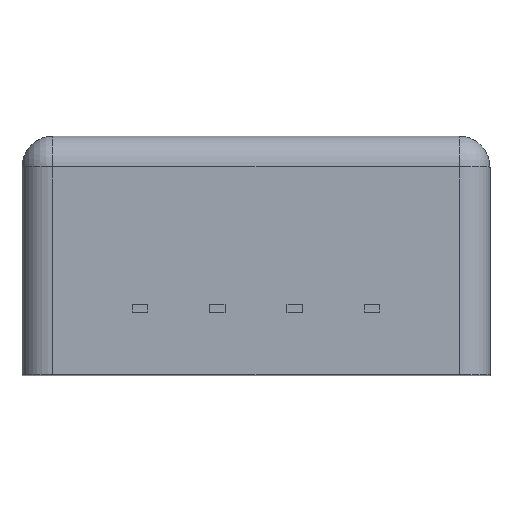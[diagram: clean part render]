
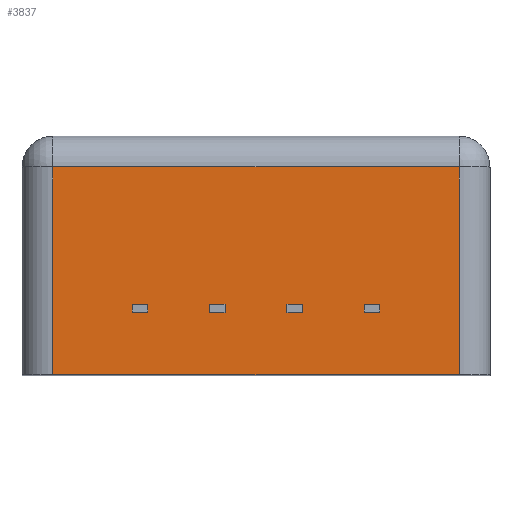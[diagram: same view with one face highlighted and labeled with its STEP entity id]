
A CAD part, top view. The second image highlights one B-rep face of the part: STEP entity #3837.
In plain terms, the highlighted planar face has unit normal (0, 0, 1).
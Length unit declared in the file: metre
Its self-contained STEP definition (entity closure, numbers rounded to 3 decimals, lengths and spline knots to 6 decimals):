
#382=ORIENTED_EDGE('',*,*,#1470,.T.);
#383=ORIENTED_EDGE('',*,*,#1471,.T.);
#384=ORIENTED_EDGE('',*,*,#1472,.T.);
#385=ORIENTED_EDGE('',*,*,#1473,.T.);
#1470=EDGE_CURVE('',#2004,#2005,#2389,.T.);
#1471=EDGE_CURVE('',#2005,#2006,#2390,.F.);
#1472=EDGE_CURVE('',#2006,#2007,#2391,.F.);
#1473=EDGE_CURVE('',#2007,#2004,#2392,.T.);
#2004=VERTEX_POINT('',#5734);
#2005=VERTEX_POINT('',#5735);
#2006=VERTEX_POINT('',#5737);
#2007=VERTEX_POINT('',#5739);
#2389=LINE('',#5733,#2909);
#2390=LINE('',#5736,#2910);
#2391=LINE('',#5738,#2911);
#2392=LINE('',#5740,#2912);
#2909=VECTOR('',#4609,1.);
#2910=VECTOR('',#4610,1.);
#2911=VECTOR('',#4611,1.);
#2912=VECTOR('',#4612,1.);
#3272=EDGE_LOOP('',(#382,#383,#384,#385));
#3486=FACE_BOUND('',#3272,.T.);
#3672=PLANE('',#4105);
#3837=ADVANCED_FACE('',(#3486),#3672,.F.);
#4105=AXIS2_PLACEMENT_3D('',#5732,#4607,#4608);
#4607=DIRECTION('',(0.,0.,-1.));
#4608=DIRECTION('',(0.,1.,0.));
#4609=DIRECTION('',(1.,0.,0.));
#4610=DIRECTION('',(0.,-1.,0.));
#4611=DIRECTION('',(1.,0.,0.));
#4612=DIRECTION('',(0.,-1.,0.));
#5732=CARTESIAN_POINT('',(0.00755,0.002,0.));
#5733=CARTESIAN_POINT('',(0.00755,0.,0.));
#5734=CARTESIAN_POINT('',(0.001,0.,0.));
#5735=CARTESIAN_POINT('',(0.0141,0.,0.));
#5736=CARTESIAN_POINT('',(0.0141,0.002,0.));
#5737=CARTESIAN_POINT('',(0.0141,0.0067,0.));
#5738=CARTESIAN_POINT('',(0.,0.0067,0.));
#5739=CARTESIAN_POINT('',(0.001,0.0067,0.));
#5740=CARTESIAN_POINT('',(0.001,0.,0.));
